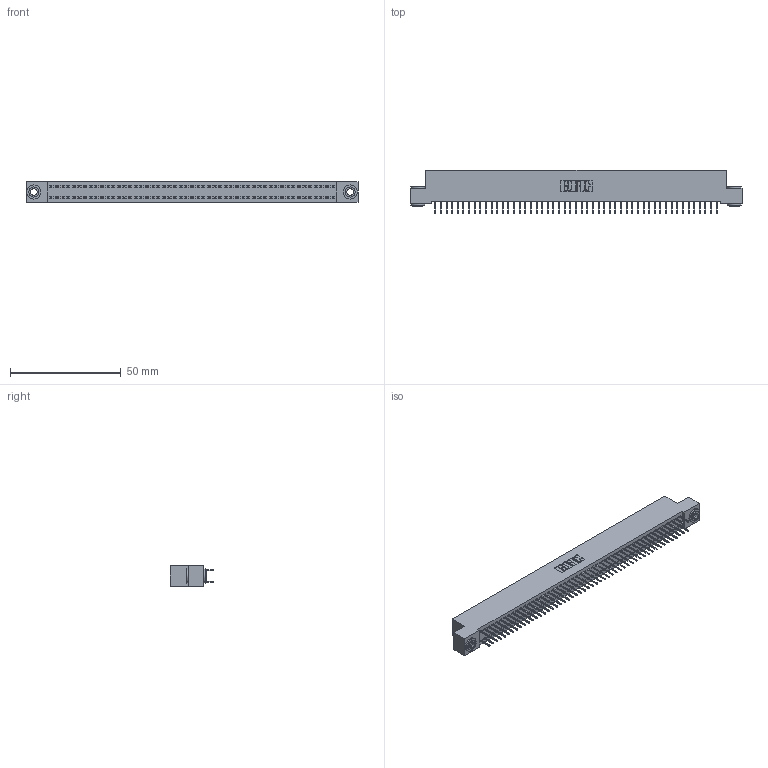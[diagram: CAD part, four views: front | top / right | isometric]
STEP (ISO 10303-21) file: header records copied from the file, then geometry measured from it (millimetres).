
FILE_DESCRIPTION (( 'STEP AP203' ), '1' );
FILE_NAME ('392-102-524-203.STEP', '2018-08-18T18:50:48', ( '' ), ( '' ), 'SwSTEP 2.0', 'SolidWorks 2016', '' );
FILE_SCHEMA (( 'CONFIG_CONTROL_DESIGN' ));
Length unit declared in the file: inch
Products named in the file (4): 345-292-001_345-293-124; 342-250-002_345-250-002-102; 392-102-524-203; 342 Part_.156 TH
Assembly tree (105 placements, depth 2):
  392-102-524-203
    342 Part_.156 TH
    345-292-001_345-293-124  x102
    342-250-002_345-250-002-102  x2
Bounding box: 149.86 x 19.69 x 9.4 mm (x, y, z)
Volume: 13376 mm3; surface area: 21807 mm2
Topology: 105 solids, 105 shells, 5860 faces, 16593 edges, 10650 vertices
Faces by surface type: plane 4360, cylinder 1492, cone 8
Entity records: 32238 total; most frequent: CARTESIAN_POINT 5305, ORIENTED_EDGE 5234, DIRECTION 4551, EDGE_CURVE 2617, LINE 2469, VECTOR 2469, VERTEX_POINT 1738, AXIS2_PLACEMENT_3D 1041
